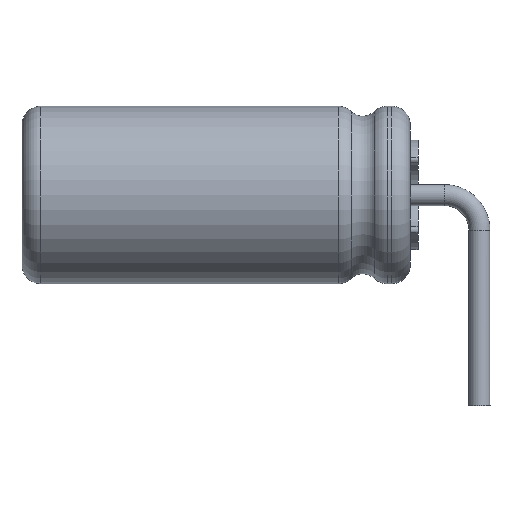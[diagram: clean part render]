
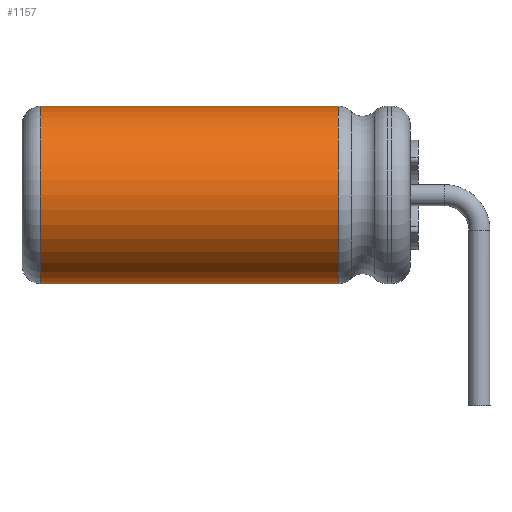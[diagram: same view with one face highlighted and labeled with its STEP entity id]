
A CAD part, left-side view. The second image highlights one B-rep face of the part: STEP entity #1157.
In plain terms, the highlighted cylindrical face has radius 2.525 mm (diameter 5.051 mm), a partial arc.
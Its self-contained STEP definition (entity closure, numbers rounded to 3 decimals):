
#1157=ADVANCED_FACE('',(#1639),#1641,.T.);
#1639=FACE_BOUND('',#1640,.T.);
#1640=EDGE_LOOP('',(#1940,#1941,#1942,#1943));
#1641=CYLINDRICAL_SURFACE('',#1642,2.525);
#1642=AXIS2_PLACEMENT_3D('',#1643,#1644,#1645);
#1643=CARTESIAN_POINT('',(0.,12.922,0.));
#1644=DIRECTION('',(0.,1.,0.));
#1645=DIRECTION('',(1.,0.,0.));
#1940=ORIENTED_EDGE('',*,*,#2240,.T.);
#1941=ORIENTED_EDGE('',*,*,#2230,.F.);
#1942=ORIENTED_EDGE('',*,*,#2239,.F.);
#1943=ORIENTED_EDGE('',*,*,#2229,.F.);
#2229=EDGE_CURVE('',#3534,#3529,#3537,.T.);
#2230=EDGE_CURVE('',#3530,#3535,#3538,.T.);
#2239=EDGE_CURVE('',#3529,#3530,#3549,.T.);
#2240=EDGE_CURVE('',#3534,#3535,#3550,.T.);
#3529=VERTEX_POINT('',#3816);
#3530=VERTEX_POINT('',#3817);
#3534=VERTEX_POINT('',#3830);
#3535=VERTEX_POINT('',#3831);
#3537=LINE('',#3836,#3837);
#3538=LINE('',#3839,#3840);
#3549=CIRCLE('',#3876,2.525);
#3550=CIRCLE('',#3880,2.525);
#3816=CARTESIAN_POINT('',(0.,2.52,2.525));
#3817=CARTESIAN_POINT('',(0.,2.52,-2.525));
#3830=CARTESIAN_POINT('',(0.,11.,2.525));
#3831=CARTESIAN_POINT('',(0.,11.,-2.525));
#3836=CARTESIAN_POINT('',(0.,11.,2.525));
#3837=VECTOR('',#3838,1.);
#3838=DIRECTION('',(0.,-1.,0.));
#3839=CARTESIAN_POINT('',(0.,2.52,-2.525));
#3840=VECTOR('',#3841,1.);
#3841=DIRECTION('',(0.,1.,0.));
#3876=AXIS2_PLACEMENT_3D('',#3877,#3878,#3879);
#3877=CARTESIAN_POINT('',(0.,2.52,0.));
#3878=DIRECTION('',(0.,-1.,0.));
#3879=DIRECTION('',(0.,0.,1.));
#3880=AXIS2_PLACEMENT_3D('',#3881,#3882,#3883);
#3881=CARTESIAN_POINT('',(0.,11.,0.));
#3882=DIRECTION('',(0.,-1.,0.));
#3883=DIRECTION('',(0.,0.,1.));
